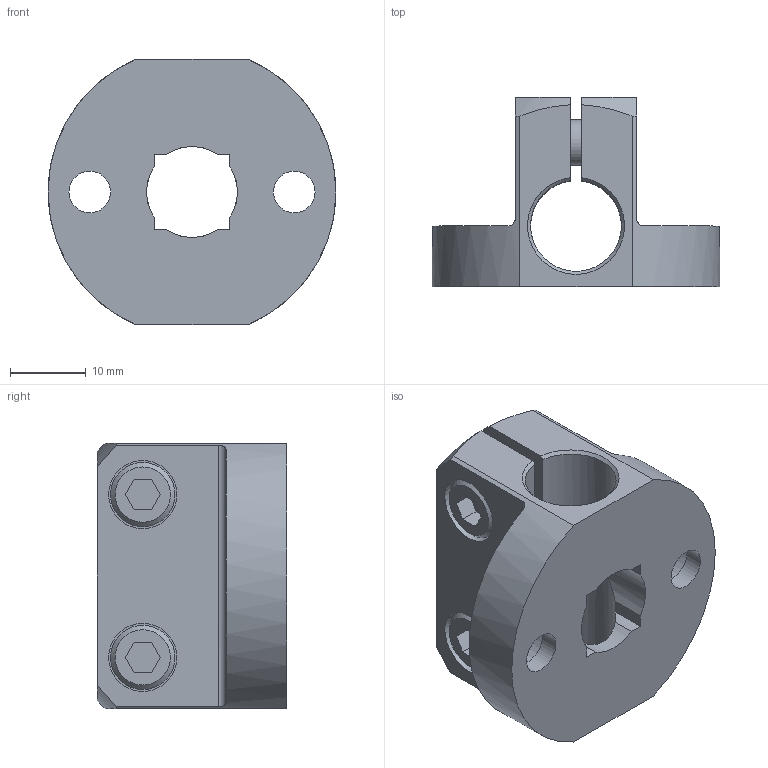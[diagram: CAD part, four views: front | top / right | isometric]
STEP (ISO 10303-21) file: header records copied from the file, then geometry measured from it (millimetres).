
FILE_DESCRIPTION(/* description */ ('STEP AP214'),/* implementation_level */ '2;1');
FILE_NAME(/* name */ 'ipf_z3d_AY000161.stp',/* time_stamp */ '2021-06-21T14:16:28+02:00',/* author */ ('g.aydin'),/* organization */ ('CADENAS'),/* preprocessor_version */ 'ST-DEVELOPER v18.1',/* originating_system */ 'Autodesk Inventor 2021',/* authorisation */ ' ');
FILE_SCHEMA (('AUTOMOTIVE_DESIGN { 1 0 10303 214 3 1 1 }'));
Length unit declared in the file: millimetre
Products named in the file (1): ipf_z3d_AY000161
Bounding box: 38 x 25 x 35 mm (x, y, z)
Volume: 11304.5 mm3; surface area: 7356.1 mm2
Topology: 1 solids, 1 shells, 93 faces, 268 edges, 184 vertices
Faces by surface type: plane 51, cylinder 28, cone 14
Full cylindrical faces by diameter (mm): 5 x2, 5.5 x2, 6 x2, 8.5 x2, 9 x4
Entity records: 3301 total; most frequent: CARTESIAN_POINT 650, ORIENTED_EDGE 536, DIRECTION 528, EDGE_CURVE 268, AXIS2_PLACEMENT_3D 198, VERTEX_POINT 184, LINE 132, VECTOR 132
